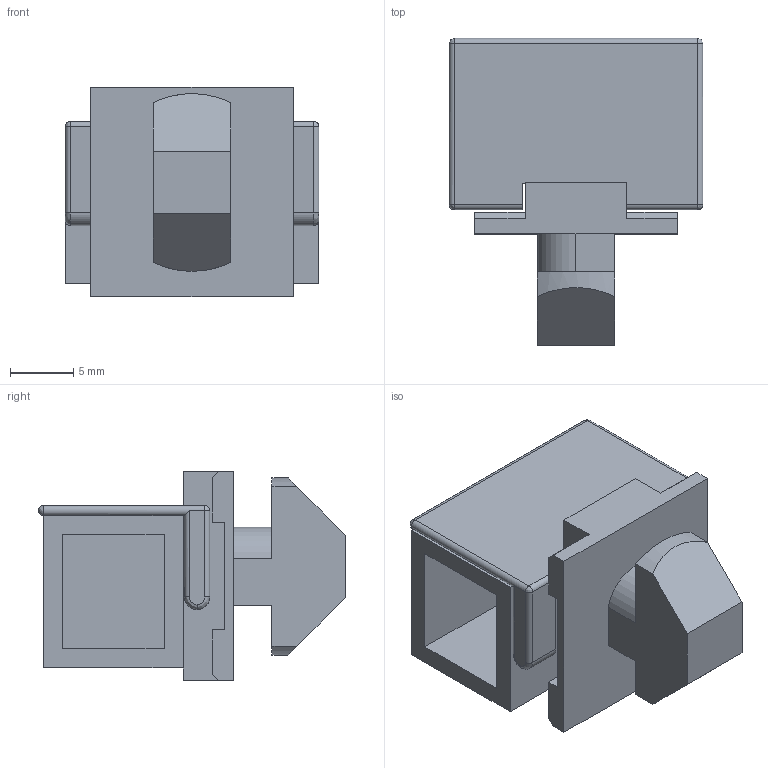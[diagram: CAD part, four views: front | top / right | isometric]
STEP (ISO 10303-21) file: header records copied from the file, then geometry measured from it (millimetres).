
FILE_DESCRIPTION (( 'STEP AP203' ), '1' );
FILE_NAME ('265615102_c_1.STEP', '2023-04-16T18:48:06', ( '' ), ( '' ), 'SwSTEP 2.0', 'SolidWorks 2014', '' );
FILE_SCHEMA (( 'CONFIG_CONTROL_DESIGN' ));
Length unit declared in the file: millimetre
Products named in the file (1): 265615102_c_1
Bounding box: 20 x 24.2 x 16.5 mm (x, y, z)
Volume: 2849.5 mm3; surface area: 2894.3 mm2
Topology: 1 solids, 1 shells, 86 faces, 226 edges, 141 vertices
Faces by surface type: plane 62, cylinder 16, bspline 8
Entity records: 2736 total; most frequent: CARTESIAN_POINT 597, ORIENTED_EDGE 444, DIRECTION 404, EDGE_CURVE 222, VECTOR 180, LINE 180, VERTEX_POINT 141, AXIS2_PLACEMENT_3D 112
